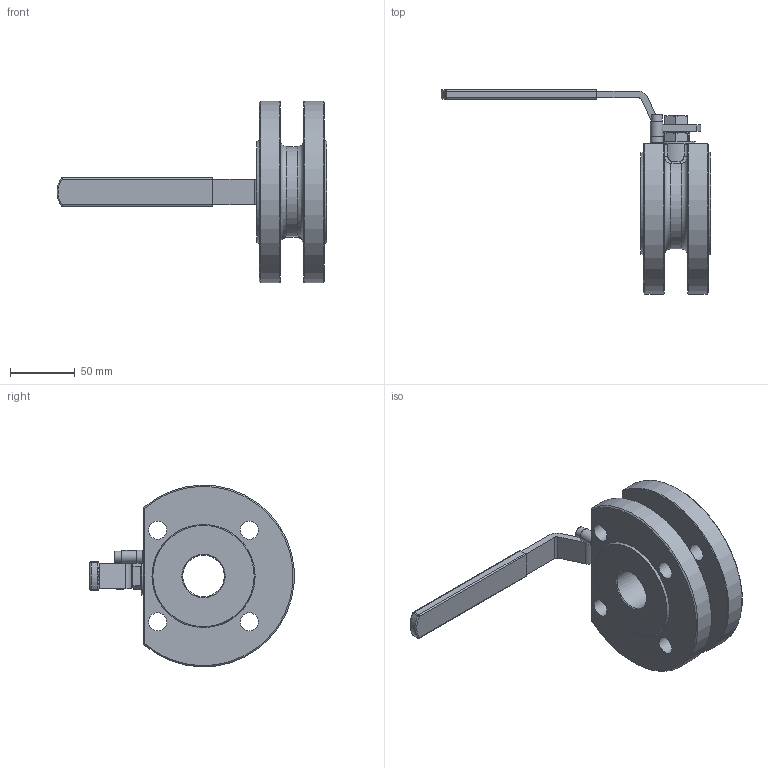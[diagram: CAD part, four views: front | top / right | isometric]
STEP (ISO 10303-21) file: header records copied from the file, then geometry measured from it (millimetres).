
FILE_DESCRIPTION(/* description */ ('Unknown','CAx-IF Rec.Pracs.---Representation and Presentation of Product Manufacturing Information (PMI)---4.0---2014-10-13','CAx-IF Rec.Pracs.---3D Tessellated Geometry---0.4---2014-09-14','2;1'),/* implementation_level */ '2;1');
FILE_NAME(/* name */ '934-07',/* time_stamp */ '2023-12-19T10:46:19+01:00',/* author */ ('Unknown'),/* organization */ ('Unknown'),/* preprocessor_version */ 'ST-DEVELOPER v18.102',/* originating_system */ 'Solid Edge',/* authorisation */ 'Unknown');
FILE_SCHEMA (('AP242_MANAGED_MODEL_BASED_3D_ENGINEERING_MIM_LF { 1 0 10303 442 1 1 4 }'));
Length unit declared in the file: millimetre
Products named in the file (1): 8.410_411.032_PN40
Bounding box: 207.93 x 157.25 x 139.89 mm (x, y, z)
Volume: 504991.6 mm3; surface area: 84478.6 mm2
Topology: 1 solids, 1 shells, 191 faces, 487 edges, 305 vertices
Faces by surface type: plane 83, cone 47, cylinder 46, bspline 6, torus 5, sphere 4
Full cylindrical faces by diameter (mm): 4.2 x3, 5.25 x4, 8.5 x1, 9.7 x1, 10 x1, 14 x8, 30 x1, 32 x1
Entity records: 7254 total; most frequent: CARTESIAN_POINT 1559, DIRECTION 892, ORIENTED_EDGE 860, EDGE_CURVE 430, AXIS2_PLACEMENT_3D 357, VERTEX_POINT 291, FACE_BOUND 261, EDGE_LOOP 256
